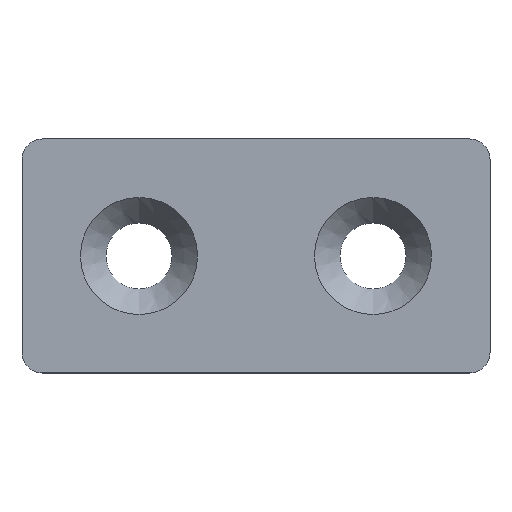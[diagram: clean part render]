
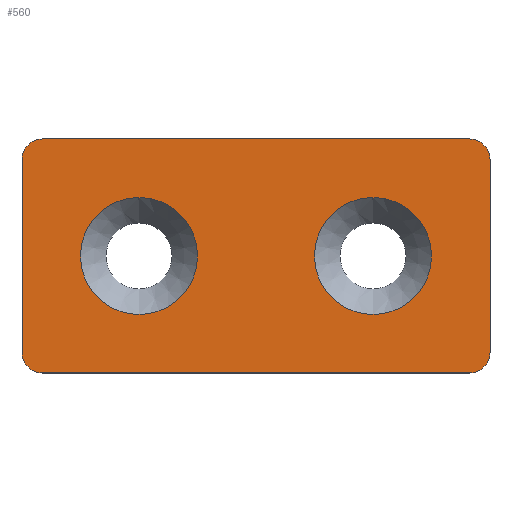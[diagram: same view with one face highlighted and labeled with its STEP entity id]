
A CAD part, top view. The second image highlights one B-rep face of the part: STEP entity #560.
In plain terms, the highlighted planar face has unit normal (0, 0, 1).
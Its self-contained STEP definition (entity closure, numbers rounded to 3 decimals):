
#130=CARTESIAN_POINT('',(336.771,68.343,-10.0));
#131=VERTEX_POINT('',#130);
#140=CARTESIAN_POINT('',(336.771,48.343,-10.));
#141=VERTEX_POINT('',#140);
#142=CARTESIAN_POINT('',(336.771,58.343,-10.0));
#143=DIRECTION('',(0.0,0.0,-1.0));
#144=DIRECTION('',(0.0,1.0,0.0));
#145=AXIS2_PLACEMENT_3D('',#142,#143,#144);
#146=CIRCLE('',#145,10.0);
#147=EDGE_CURVE('',#141,#131,#146,.T.);
#172=CARTESIAN_POINT('',(296.771,68.343,-10.0));
#173=VERTEX_POINT('',#172);
#182=CARTESIAN_POINT('',(296.771,48.343,-10.));
#183=VERTEX_POINT('',#182);
#184=CARTESIAN_POINT('',(296.771,58.343,-10.0));
#185=DIRECTION('',(0.0,0.0,-1.0));
#186=DIRECTION('',(0.0,1.0,0.0));
#187=AXIS2_PLACEMENT_3D('',#184,#185,#186);
#188=CIRCLE('',#187,10.0);
#189=EDGE_CURVE('',#183,#173,#188,.T.);
#214=CARTESIAN_POINT('',(353.271,78.343,-10.0));
#215=VERTEX_POINT('',#214);
#216=CARTESIAN_POINT('',(356.771,74.843,-10.0));
#217=VERTEX_POINT('',#216);
#218=CARTESIAN_POINT('',(353.271,74.843,-10.0));
#219=DIRECTION('',(0.0,0.0,-1.0));
#220=DIRECTION('',(0.707,0.707,0.0));
#221=AXIS2_PLACEMENT_3D('',#218,#219,#220);
#222=CIRCLE('',#221,3.5);
#223=EDGE_CURVE('',#215,#217,#222,.T.);
#265=CARTESIAN_POINT('',(280.271,78.343,-10.0));
#266=VERTEX_POINT('',#265);
#273=CARTESIAN_POINT('',(280.271,78.343,-10.0));
#274=DIRECTION('',(1.0,0.0,0.0));
#275=VECTOR('',#274,73.0);
#276=LINE('',#273,#275);
#277=EDGE_CURVE('',#266,#215,#276,.T.);
#366=CARTESIAN_POINT('',(276.771,74.843,-10.0));
#367=VERTEX_POINT('',#366);
#368=CARTESIAN_POINT('',(280.271,74.843,-10.0));
#369=DIRECTION('',(0.0,0.0,-1.0));
#370=DIRECTION('',(-0.707,0.707,0.0));
#371=AXIS2_PLACEMENT_3D('',#368,#369,#370);
#372=CIRCLE('',#371,3.5);
#373=EDGE_CURVE('',#367,#266,#372,.T.);
#393=CARTESIAN_POINT('',(276.771,41.843,-10.0));
#394=VERTEX_POINT('',#393);
#401=CARTESIAN_POINT('',(276.771,41.843,-10.0));
#402=DIRECTION('',(0.0,1.0,0.0));
#403=VECTOR('',#402,33.);
#404=LINE('',#401,#403);
#405=EDGE_CURVE('',#394,#367,#404,.T.);
#415=CARTESIAN_POINT('',(280.271,38.343,-10.0));
#416=VERTEX_POINT('',#415);
#417=CARTESIAN_POINT('',(280.271,41.843,-10.0));
#418=DIRECTION('',(0.0,0.0,-1.0));
#419=DIRECTION('',(-0.707,-0.707,0.0));
#420=AXIS2_PLACEMENT_3D('',#417,#418,#419);
#421=CIRCLE('',#420,3.5);
#422=EDGE_CURVE('',#416,#394,#421,.T.);
#442=CARTESIAN_POINT('',(353.271,38.343,-10.0));
#443=VERTEX_POINT('',#442);
#450=CARTESIAN_POINT('',(353.271,38.343,-10.0));
#451=DIRECTION('',(-1.0,0.0,0.0));
#452=VECTOR('',#451,73.0);
#453=LINE('',#450,#452);
#454=EDGE_CURVE('',#443,#416,#453,.T.);
#464=CARTESIAN_POINT('',(356.771,41.843,-10.0));
#465=VERTEX_POINT('',#464);
#466=CARTESIAN_POINT('',(353.271,41.843,-10.0));
#467=DIRECTION('',(0.0,0.0,-1.0));
#468=DIRECTION('',(0.707,-0.707,0.0));
#469=AXIS2_PLACEMENT_3D('',#466,#467,#468);
#470=CIRCLE('',#469,3.5);
#471=EDGE_CURVE('',#465,#443,#470,.T.);
#492=CARTESIAN_POINT('',(296.771,58.343,-10.0));
#493=DIRECTION('',(0.0,0.0,-1.0));
#494=DIRECTION('',(0.0,1.0,0.0));
#495=AXIS2_PLACEMENT_3D('',#492,#493,#494);
#496=CIRCLE('',#495,10.0);
#497=EDGE_CURVE('',#173,#183,#496,.T.);
#510=CARTESIAN_POINT('',(336.771,58.343,-10.0));
#511=DIRECTION('',(0.0,0.0,-1.0));
#512=DIRECTION('',(0.0,1.0,0.0));
#513=AXIS2_PLACEMENT_3D('',#510,#511,#512);
#514=CIRCLE('',#513,10.0);
#515=EDGE_CURVE('',#131,#141,#514,.T.);
#526=CARTESIAN_POINT('',(356.771,74.843,-10.0));
#527=DIRECTION('',(0.0,-1.0,0.0));
#528=VECTOR('',#527,33.);
#529=LINE('',#526,#528);
#530=EDGE_CURVE('',#217,#465,#529,.T.);
#537=CARTESIAN_POINT('',(356.771,78.343,-10.0));
#538=DIRECTION('',(0.0,0.0,-1.0));
#539=DIRECTION('',(0.0,1.0,0.0));
#540=AXIS2_PLACEMENT_3D('',#537,#538,#539);
#541=PLANE('',#540);
#542=ORIENTED_EDGE('',*,*,#223,.F.);
#543=ORIENTED_EDGE('',*,*,#277,.F.);
#544=ORIENTED_EDGE('',*,*,#373,.F.);
#545=ORIENTED_EDGE('',*,*,#405,.F.);
#546=ORIENTED_EDGE('',*,*,#422,.F.);
#547=ORIENTED_EDGE('',*,*,#454,.F.);
#548=ORIENTED_EDGE('',*,*,#471,.F.);
#549=ORIENTED_EDGE('',*,*,#530,.F.);
#550=EDGE_LOOP('',(#542,#543,#544,#545,#546,#547,#548,#549));
#551=FACE_OUTER_BOUND('',#550,.T.);
#552=ORIENTED_EDGE('',*,*,#497,.T.);
#553=ORIENTED_EDGE('',*,*,#189,.T.);
#554=EDGE_LOOP('',(#552,#553));
#555=FACE_BOUND('',#554,.T.);
#556=ORIENTED_EDGE('',*,*,#515,.T.);
#557=ORIENTED_EDGE('',*,*,#147,.T.);
#558=EDGE_LOOP('',(#556,#557));
#559=FACE_BOUND('',#558,.T.);
#560=ADVANCED_FACE('',(#551,#555,#559),#541,.F.);
